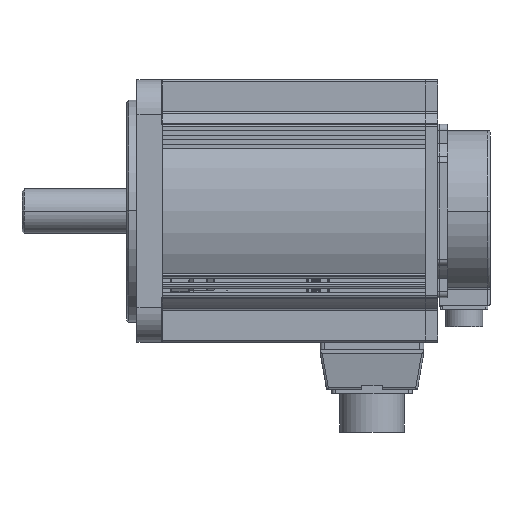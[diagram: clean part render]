
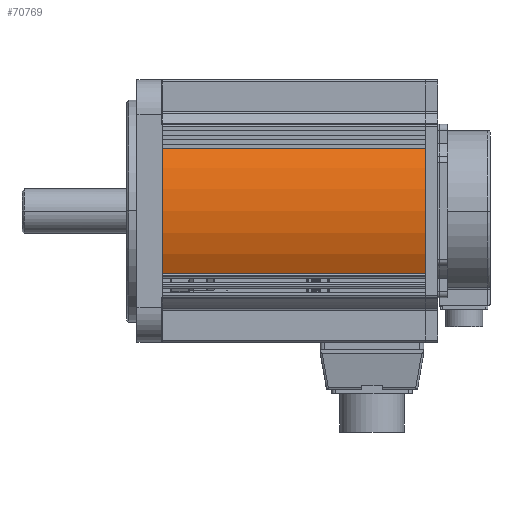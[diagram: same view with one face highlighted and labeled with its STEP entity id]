
A CAD part, top view. The second image highlights one B-rep face of the part: STEP entity #70769.
In plain terms, the highlighted cylindrical face has radius 65 mm (diameter 130 mm), a partial arc.
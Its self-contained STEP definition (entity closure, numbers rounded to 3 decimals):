
#1179 = DIRECTION ( 'NONE',  ( 0., 1., 0. ) ) ;
#8151 = AXIS2_PLACEMENT_3D ( 'NONE', #50306, #64327, #38316 ) ;
#10116 = CARTESIAN_POINT ( 'NONE',  ( 130.347, -31., 57.131 ) ) ;
#10614 = ORIENTED_EDGE ( 'NONE', *, *, #79921, .T. ) ;
#11069 = VERTEX_POINT ( 'NONE', #69589 ) ;
#12536 = LINE ( 'NONE', #56584, #84647 ) ;
#13762 = CARTESIAN_POINT ( 'NONE',  ( -0.153, 31., 57.131 ) ) ;
#15777 = EDGE_CURVE ( 'NONE', #11069, #70199, #74010, .T. ) ;
#23901 = VECTOR ( 'NONE', #52605, 1000. ) ;
#24694 = ORIENTED_EDGE ( 'NONE', *, *, #86269, .F. ) ;
#27763 = AXIS2_PLACEMENT_3D ( 'NONE', #56565, #70894, #63283 ) ;
#29488 = EDGE_LOOP ( 'NONE', ( #10614, #24694, #88302, #88497 ) ) ;
#30136 = DIRECTION ( 'NONE',  ( 1., 0., 0. ) ) ;
#30293 = CARTESIAN_POINT ( 'NONE',  ( -0.153, -31., 57.131 ) ) ;
#34284 = EDGE_CURVE ( 'NONE', #11069, #76040, #57790, .T. ) ;
#36845 = CARTESIAN_POINT ( 'NONE',  ( 130.347, 0., 0. ) ) ;
#38316 = DIRECTION ( 'NONE',  ( 0., -1., 0. ) ) ;
#39332 = FACE_OUTER_BOUND ( 'NONE', #29488, .T. ) ;
#44755 = CYLINDRICAL_SURFACE ( 'NONE', #8151, 65. ) ;
#45780 = VERTEX_POINT ( 'NONE', #30293 ) ;
#50306 = CARTESIAN_POINT ( 'NONE',  ( 130.347, 0., 0. ) ) ;
#52605 = DIRECTION ( 'NONE',  ( -1., 0., 0. ) ) ;
#56565 = CARTESIAN_POINT ( 'NONE',  ( -0.153, 0., 0. ) ) ;
#56584 = CARTESIAN_POINT ( 'NONE',  ( 130.347, -31., 57.131 ) ) ;
#57199 = DIRECTION ( 'NONE',  ( -1., 0., 0. ) ) ;
#57790 = LINE ( 'NONE', #80114, #23901 ) ;
#58284 = AXIS2_PLACEMENT_3D ( 'NONE', #36845, #30136, #1179 ) ;
#63283 = DIRECTION ( 'NONE',  ( 0., 1., 0. ) ) ;
#64327 = DIRECTION ( 'NONE',  ( -1., 0., 0. ) ) ;
#69589 = CARTESIAN_POINT ( 'NONE',  ( 130.347, 31., 57.131 ) ) ;
#70199 = VERTEX_POINT ( 'NONE', #10116 ) ;
#70769 = ADVANCED_FACE ( 'NONE', ( #39332 ), #44755, .T. ) ;
#70894 = DIRECTION ( 'NONE',  ( 1., 0., 0. ) ) ;
#74010 = CIRCLE ( 'NONE', #58284, 65. ) ;
#76040 = VERTEX_POINT ( 'NONE', #13762 ) ;
#79921 = EDGE_CURVE ( 'NONE', #76040, #45780, #86558, .T. ) ;
#80114 = CARTESIAN_POINT ( 'NONE',  ( 130.347, 31., 57.131 ) ) ;
#84647 = VECTOR ( 'NONE', #57199, 1000. ) ;
#86269 = EDGE_CURVE ( 'NONE', #70199, #45780, #12536, .T. ) ;
#86558 = CIRCLE ( 'NONE', #27763, 65. ) ;
#88302 = ORIENTED_EDGE ( 'NONE', *, *, #15777, .F. ) ;
#88497 = ORIENTED_EDGE ( 'NONE', *, *, #34284, .T. ) ;
